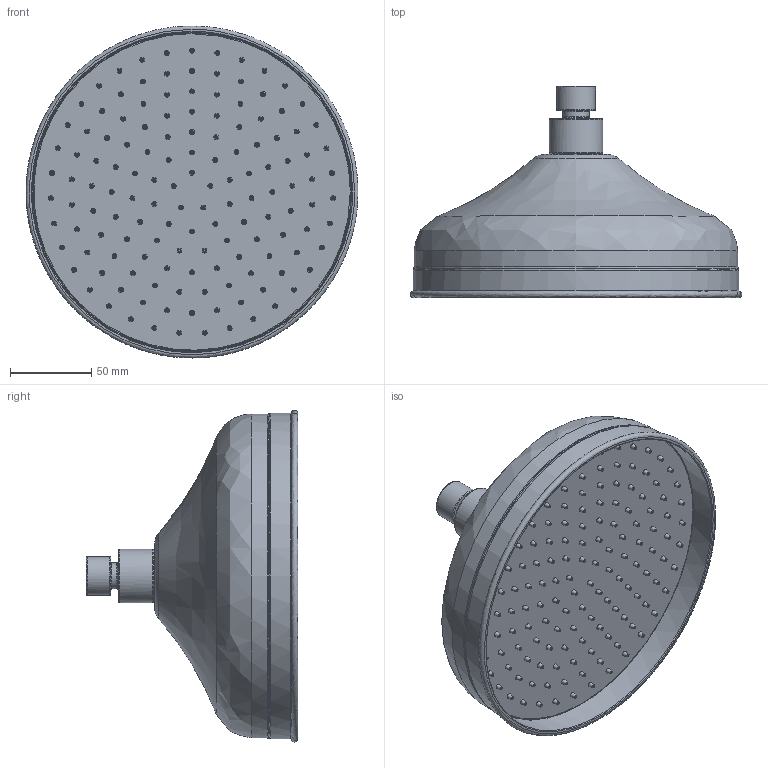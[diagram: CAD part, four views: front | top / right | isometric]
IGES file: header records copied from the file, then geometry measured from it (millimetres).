
Global section: file name: V909-B; native system: Autodesk Inventor 2018; preprocessor: unknown; author: adaniels; date: 20190708.112102; units: millimetre
Bounding box: 203.98 x 130 x 203.99 mm (x, y, z)
Volume: 1387703.9 mm3; surface area: 115079.9 mm2
Topology: 3 solids, 7 shells, 688 faces, 1254 edges, 851 vertices
Faces by surface type: bspline 688
